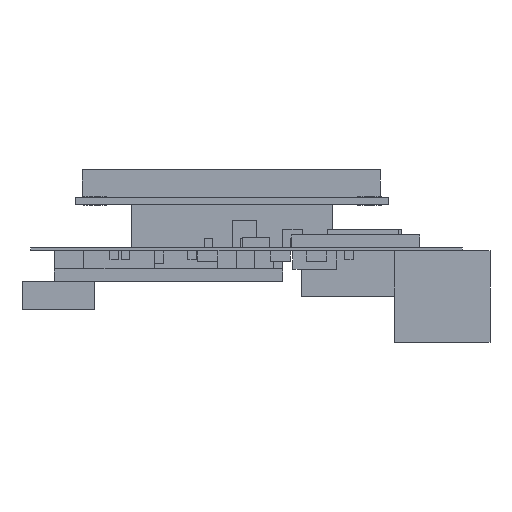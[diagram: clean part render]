
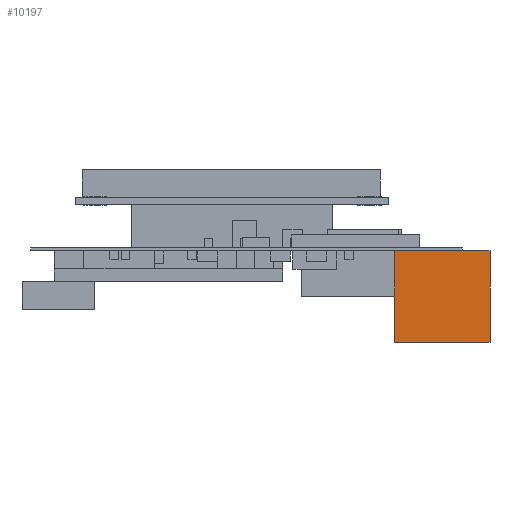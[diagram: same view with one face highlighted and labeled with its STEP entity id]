
A CAD part, left-side view. The second image highlights one B-rep face of the part: STEP entity #10197.
In plain terms, the highlighted planar face has unit normal (-1, 0, 0).
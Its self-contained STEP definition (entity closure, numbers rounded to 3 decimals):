
#10197 = ADVANCED_FACE('',(#10198),#10232,.T.);
#10198 = FACE_BOUND('',#10199,.T.);
#10199 = EDGE_LOOP('',(#10200,#10210,#10218,#10226));
#10200 = ORIENTED_EDGE('',*,*,#10201,.T.);
#10201 = EDGE_CURVE('',#10202,#10204,#10206,.T.);
#10202 = VERTEX_POINT('',#10203);
#10203 = CARTESIAN_POINT('',(-5.134,-6.6,0.));
#10204 = VERTEX_POINT('',#10205);
#10205 = CARTESIAN_POINT('',(-5.134,-6.6,12.7));
#10206 = LINE('',#10207,#10208);
#10207 = CARTESIAN_POINT('',(-5.134,-6.6,0.));
#10208 = VECTOR('',#10209,1.);
#10209 = DIRECTION('',(0.,0.,1.));
#10210 = ORIENTED_EDGE('',*,*,#10211,.T.);
#10211 = EDGE_CURVE('',#10204,#10212,#10214,.T.);
#10212 = VERTEX_POINT('',#10213);
#10213 = CARTESIAN_POINT('',(-5.134,6.6,12.7));
#10214 = LINE('',#10215,#10216);
#10215 = CARTESIAN_POINT('',(-5.134,-6.6,12.7));
#10216 = VECTOR('',#10217,1.);
#10217 = DIRECTION('',(0.,1.,0.));
#10218 = ORIENTED_EDGE('',*,*,#10219,.F.);
#10219 = EDGE_CURVE('',#10220,#10212,#10222,.T.);
#10220 = VERTEX_POINT('',#10221);
#10221 = CARTESIAN_POINT('',(-5.134,6.6,0.));
#10222 = LINE('',#10223,#10224);
#10223 = CARTESIAN_POINT('',(-5.134,6.6,0.));
#10224 = VECTOR('',#10225,1.);
#10225 = DIRECTION('',(0.,0.,1.));
#10226 = ORIENTED_EDGE('',*,*,#10227,.F.);
#10227 = EDGE_CURVE('',#10202,#10220,#10228,.T.);
#10228 = LINE('',#10229,#10230);
#10229 = CARTESIAN_POINT('',(-5.134,-6.6,0.));
#10230 = VECTOR('',#10231,1.);
#10231 = DIRECTION('',(0.,1.,0.));
#10232 = PLANE('',#10233);
#10233 = AXIS2_PLACEMENT_3D('',#10234,#10235,#10236);
#10234 = CARTESIAN_POINT('',(-5.134,-6.6,0.));
#10235 = DIRECTION('',(-1.,0.,0.));
#10236 = DIRECTION('',(0.,1.,0.));
